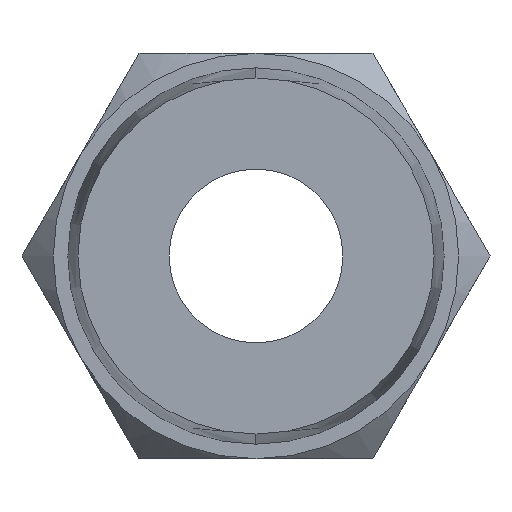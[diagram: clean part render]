
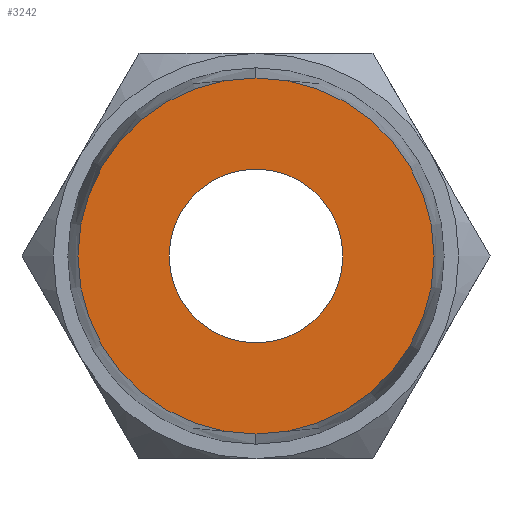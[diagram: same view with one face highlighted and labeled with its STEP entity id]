
A CAD part, left-side view. The second image highlights one B-rep face of the part: STEP entity #3242.
In plain terms, the highlighted planar face has unit normal (-1, 0, 0).
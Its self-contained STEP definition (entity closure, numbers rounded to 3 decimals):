
#259 = DIRECTION ( 'NONE',  ( -1., 0., 0. ) ) ;
#279 = AXIS2_PLACEMENT_3D ( 'NONE', #416, #1999, #2739 ) ;
#362 = AXIS2_PLACEMENT_3D ( 'NONE', #4313, #3631, #4763 ) ;
#406 = VERTEX_POINT ( 'NONE', #1570 ) ;
#416 = CARTESIAN_POINT ( 'NONE',  ( 0., 0., 0. ) ) ;
#644 = CARTESIAN_POINT ( 'NONE',  ( 0., 0., 0. ) ) ;
#1000 = CARTESIAN_POINT ( 'NONE',  ( 0., 0., 6.15 ) ) ;
#1202 = ORIENTED_EDGE ( 'NONE', *, *, #1830, .T. ) ;
#1394 = DIRECTION ( 'NONE',  ( 1., 0., 0. ) ) ;
#1570 = CARTESIAN_POINT ( 'NONE',  ( 0., 0., -6.15 ) ) ;
#1830 = EDGE_CURVE ( 'NONE', #2708, #2967, #4596, .T. ) ;
#1874 = CIRCLE ( 'NONE', #279, 6.15 ) ;
#1999 = DIRECTION ( 'NONE',  ( -1., 0., 0. ) ) ;
#2222 = DIRECTION ( 'NONE',  ( 0., 0., 1. ) ) ;
#2355 = EDGE_LOOP ( 'NONE', ( #2491, #4776 ) ) ;
#2443 = CARTESIAN_POINT ( 'NONE',  ( 0., 0., 0. ) ) ;
#2445 = EDGE_CURVE ( 'NONE', #406, #2882, #1874, .T. ) ;
#2491 = ORIENTED_EDGE ( 'NONE', *, *, #2445, .T. ) ;
#2542 = FACE_BOUND ( 'NONE', #4437, .T. ) ;
#2663 = AXIS2_PLACEMENT_3D ( 'NONE', #2443, #1394, #3974 ) ;
#2708 = VERTEX_POINT ( 'NONE', #4008 ) ;
#2739 = DIRECTION ( 'NONE',  ( 0., 0., 1. ) ) ;
#2864 = PLANE ( 'NONE',  #3315 ) ;
#2882 = VERTEX_POINT ( 'NONE', #1000 ) ;
#2967 = VERTEX_POINT ( 'NONE', #4960 ) ;
#3242 = ADVANCED_FACE ( 'NONE', ( #2542, #3722 ), #2864, .F. ) ;
#3265 = EDGE_CURVE ( 'NONE', #2882, #406, #4370, .T. ) ;
#3315 = AXIS2_PLACEMENT_3D ( 'NONE', #644, #4401, #4809 ) ;
#3568 = CIRCLE ( 'NONE', #362, 3. ) ;
#3631 = DIRECTION ( 'NONE',  ( 1., 0., 0. ) ) ;
#3646 = AXIS2_PLACEMENT_3D ( 'NONE', #4499, #259, #2222 ) ;
#3715 = EDGE_CURVE ( 'NONE', #2967, #2708, #3568, .T. ) ;
#3722 = FACE_OUTER_BOUND ( 'NONE', #2355, .T. ) ;
#3974 = DIRECTION ( 'NONE',  ( 0., 0., -1. ) ) ;
#4008 = CARTESIAN_POINT ( 'NONE',  ( 0., 0., -3. ) ) ;
#4313 = CARTESIAN_POINT ( 'NONE',  ( 0., 0., 0. ) ) ;
#4370 = CIRCLE ( 'NONE', #3646, 6.15 ) ;
#4401 = DIRECTION ( 'NONE',  ( 1., 0., 0. ) ) ;
#4437 = EDGE_LOOP ( 'NONE', ( #4650, #1202 ) ) ;
#4499 = CARTESIAN_POINT ( 'NONE',  ( 0., 0., 0. ) ) ;
#4596 = CIRCLE ( 'NONE', #2663, 3. ) ;
#4650 = ORIENTED_EDGE ( 'NONE', *, *, #3715, .T. ) ;
#4763 = DIRECTION ( 'NONE',  ( 0., 0., -1. ) ) ;
#4776 = ORIENTED_EDGE ( 'NONE', *, *, #3265, .T. ) ;
#4809 = DIRECTION ( 'NONE',  ( 0., 0., -1. ) ) ;
#4960 = CARTESIAN_POINT ( 'NONE',  ( 0., 0., 3. ) ) ;
